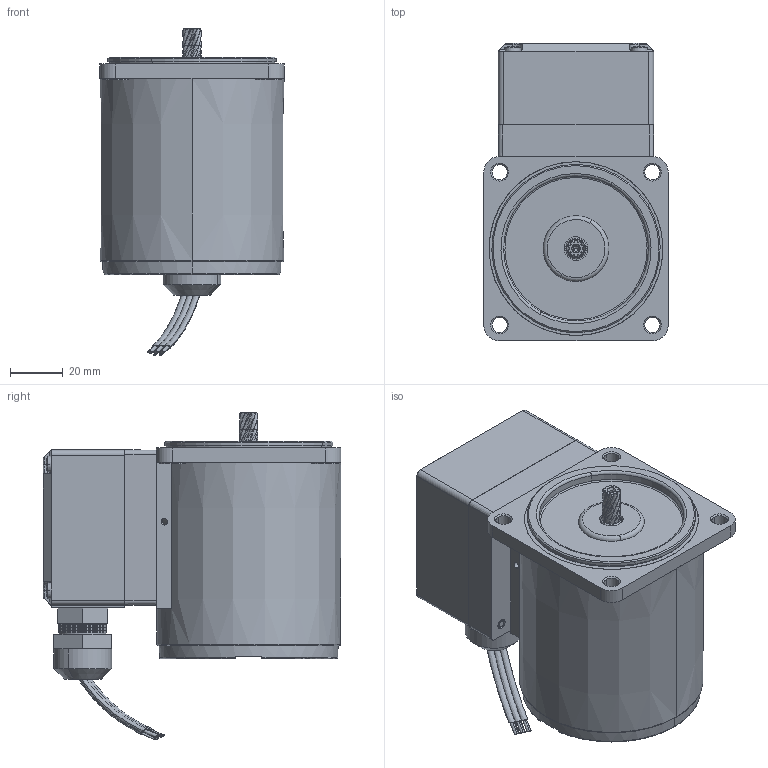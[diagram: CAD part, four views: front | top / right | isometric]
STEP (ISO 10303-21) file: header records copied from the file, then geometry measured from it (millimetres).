
FILE_DESCRIPTION (( 'STEP AP203' ), '1' );
FILE_NAME ('3TK6CGN-¡¼P-5CB11¡¼3000Z0.STEP', '2018-04-23T03:05:42', ( '' ), ( '' ), 'SwSTEP 2.0', 'SolidWorks 2010', '' );
FILE_SCHEMA (( 'CONFIG_CONTROL_DESIGN' ));
Length unit declared in the file: millimetre
Products named in the file (11): Ts下墊片; M315Ts_2車工; Ts上蓋; 出線頭 Ver.2; 3TK6CGN-〖P-5CB11〖3000Z0; C364_車工(成品); 15GN_0.成品; 成品180度; Ts下蓋; 圓頭十字螺絲 M3 x 40 --40N_JIS B 1111 Binding head screw M3 x 40 --40N; 出口線-5條TK-C
Assembly tree (13 placements, depth 3):
  3TK6CGN-〖P-5CB11〖3000Z0
    成品180度
      Ts下蓋
      Ts下墊片
      圓頭十字螺絲 M3 x 40 --40N_JIS B 1111 Binding head screw M3 x 40 --40N  x4
      Ts上蓋
      出線頭 Ver.2
    出口線-5條TK-C
    M315Ts_2車工
    C364_車工(成品)
    15GN_0.成品
Bounding box: 70 x 113 x 124.22 mm (x, y, z)
Volume: 469350.6 mm3; surface area: 74078.5 mm2
Topology: 14 solids, 14 shells, 2475 faces, 6431 edges, 4020 vertices
Faces by surface type: cone 1357, cylinder 808, plane 213, bspline 60, torus 29, sphere 8
Entity records: 36849 total; most frequent: CARTESIAN_POINT 12008, DIRECTION 5326, ORIENTED_EDGE 4826, EDGE_CURVE 2413, AXIS2_PLACEMENT_3D 2193, VERTEX_POINT 1515, CIRCLE 1273, EDGE_LOOP 1036
